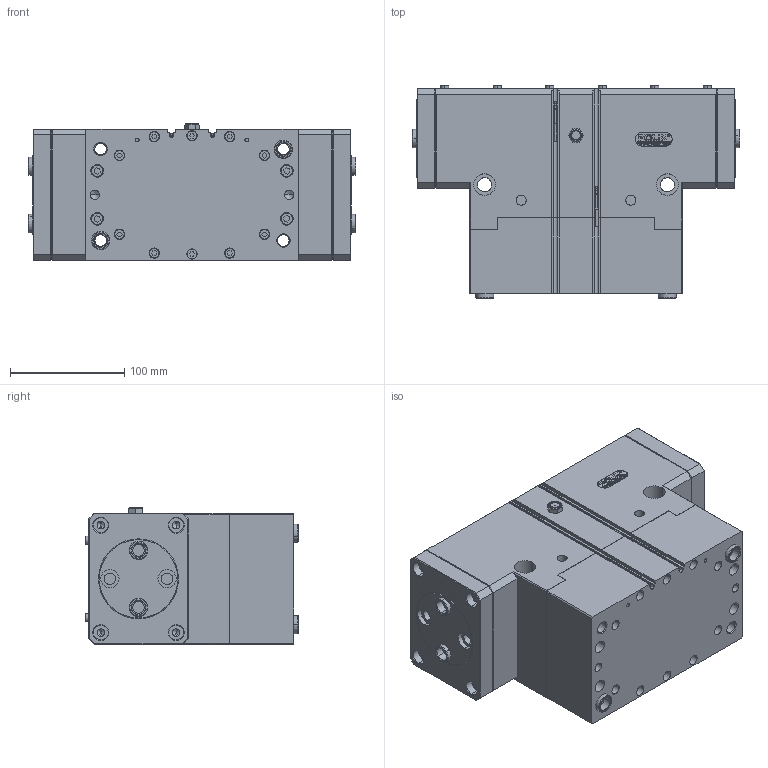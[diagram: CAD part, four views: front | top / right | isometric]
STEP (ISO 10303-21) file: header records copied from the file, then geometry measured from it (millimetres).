
FILE_DESCRIPTION (( 'STEP AP203' ), '1' );
FILE_NAME ('TRF117-NC.STEP', '2026-01-20T07:48:38', ( 'USER-' ), ( 'Microsoft' ), 'SwSTEP 2.0', 'SolidWorks 2018', '' );
FILE_SCHEMA (( 'CONFIG_CONTROL_DESIGN' ));
Length unit declared in the file: millimetre
Products named in the file (26): ﾏ擎ﾗ16｡ﾁ12｡ﾁ8; 内六角圆柱头螺钉[GBT70_1-2008][M4×10]_M4×10; 32x12-R6; ﾏ擎ﾗ16｡ﾁ12｡ﾁ8-2; BSLM01; 棠羲換覜ん; 内六角圆柱头螺钉[GBT70_1-2008][M6×40]_M6×40; TRF117-01 忒硌薊极1; TRF117-04 奻葡裔啣1-1; TRF117-NC; TRF117-02 耜猾极1-1; TRF117-M-01 喘倛褲极1-1; 晊扠极蚾饜; 内六角圆柱头螺钉[GBT70_1-2008][M5×50]; FR117-270-M-22B 晊扥极-1
Assembly tree (44 placements, depth 3):
  TRF117-NC
    TRF117-M-01 喘倛褲极1-1
    TRF117-02 耜猾极1-1  x2
    TRF117-04 奻葡裔啣1-1
    32x12-R6
    内六角圆柱头螺钉[GBT70_1-2008][M4×10]_M4×10
    内六角圆柱头螺钉[GBT70_1-2008][M4×10]_M4×10
    内六角圆柱头螺钉[GBT70_1-2008][M4×10]_M4×10
    内六角圆柱头螺钉[GBT70_1-2008][M4×10]_M4×10
    内六角圆柱头螺钉[GBT70_1-2008][M4×10]_M4×10
    内六角圆柱头螺钉[GBT70_1-2008][M4×10]_M4×10
    内六角圆柱头螺钉[GBT70_1-2008][M4×10]_M4×10
    内六角圆柱头螺钉[GBT70_1-2008][M4×10]_M4×10
    内六角圆柱头螺钉[GBT70_1-2008][M4×10]_M4×10
    内六角圆柱头螺钉[GBT70_1-2008][M4×10]_M4×10
    内六角圆柱头螺钉[GBT70_1-2008][M4×10]_M4×10
    内六角圆柱头螺钉[GBT70_1-2008][M4×10]_M4×10
    ﾏ擎ﾗ16｡ﾁ12｡ﾁ8  x4
    棠羲換覜ん  x2
    BSLM01
    晊扠极蚾饜
      FR117-270-M-22B 晊扥极-1
      ﾏ擎ﾗ16｡ﾁ12｡ﾁ8-2  x2
      内六角圆柱头螺钉[GBT70_1-2008][M5×50]  x10
      内六角圆柱头螺钉[GBT70_1-2008][M6×40]_M6×40  x4
    TRF117-01 忒硌薊极1  x2
Bounding box: 286.5 x 186.3 x 120 mm (x, y, z)
Volume: 3968280.9 mm3; surface area: 468007.1 mm2
Topology: 43 solids, 44 shells, 1849 faces, 4490 edges, 2827 vertices
Faces by surface type: plane 816, cylinder 538, cone 233, bspline 154, torus 106, sphere 2
Entity records: 52034 total; most frequent: CARTESIAN_POINT 14560, ORIENTED_EDGE 7106, DIRECTION 6912, EDGE_CURVE 3553, AXIS2_PLACEMENT_3D 2395, VERTEX_POINT 2295, VECTOR 2122, LINE 2122
